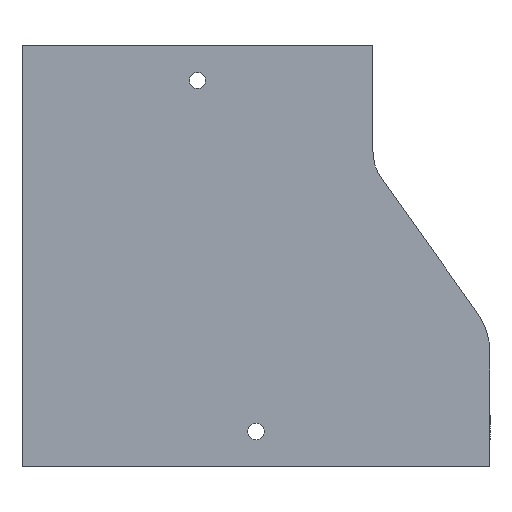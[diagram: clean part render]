
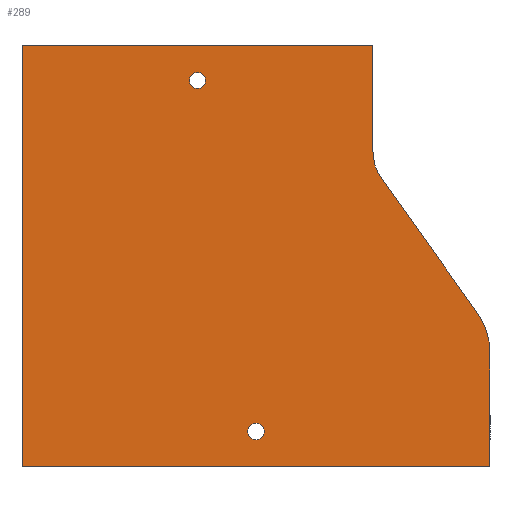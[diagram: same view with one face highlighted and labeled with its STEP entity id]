
A CAD part, front view. The second image highlights one B-rep face of the part: STEP entity #289.
In plain terms, the highlighted planar face has unit normal (0, -1, 0).
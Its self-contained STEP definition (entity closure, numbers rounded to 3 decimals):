
#6 = ORIENTED_EDGE ( 'NONE', *, *, #371, .T. ) ;
#7 = ORIENTED_EDGE ( 'NONE', *, *, #388, .T. ) ;
#8 = ORIENTED_EDGE ( 'NONE', *, *, #361, .T. ) ;
#9 = ORIENTED_EDGE ( 'NONE', *, *, #352, .T. ) ;
#10 = ORIENTED_EDGE ( 'NONE', *, *, #332, .T. ) ;
#11 = ORIENTED_EDGE ( 'NONE', *, *, #350, .F. ) ;
#12 = ORIENTED_EDGE ( 'NONE', *, *, #353, .F. ) ;
#13 = ORIENTED_EDGE ( 'NONE', *, *, #375, .F. ) ;
#14 = ORIENTED_EDGE ( 'NONE', *, *, #320, .F. ) ;
#15 = ORIENTED_EDGE ( 'NONE', *, *, #386, .F. ) ;
#86 = EDGE_LOOP ( 'NONE', ( #15 ) ) ;
#91 = EDGE_LOOP ( 'NONE', ( #14 ) ) ;
#135 = EDGE_LOOP ( 'NONE', ( #13, #12, #11, #10, #9, #8, #7, #6 ) ) ;
#289 = ADVANCED_FACE ( 'NONE', ( #1055, #1044, #1097 ), #811, .F. ) ;
#320 = EDGE_CURVE ( 'NONE', #1192, #1192, #1002, .T. ) ;
#332 = EDGE_CURVE ( 'NONE', #457, #462, #1111, .T. ) ;
#350 = EDGE_CURVE ( 'NONE', #457, #436, #1109, .T. ) ;
#352 = EDGE_CURVE ( 'NONE', #462, #433, #1149, .T. ) ;
#353 = EDGE_CURVE ( 'NONE', #436, #432, #1151, .T. ) ;
#361 = EDGE_CURVE ( 'NONE', #433, #437, #1137, .T. ) ;
#371 = EDGE_CURVE ( 'NONE', #414, #412, #1255, .T. ) ;
#375 = EDGE_CURVE ( 'NONE', #432, #412, #1229, .T. ) ;
#386 = EDGE_CURVE ( 'NONE', #1196, #1196, #1214, .T. ) ;
#388 = EDGE_CURVE ( 'NONE', #437, #414, #1213, .T. ) ;
#412 = VERTEX_POINT ( 'NONE', #470 ) ;
#414 = VERTEX_POINT ( 'NONE', #468 ) ;
#432 = VERTEX_POINT ( 'NONE', #497 ) ;
#433 = VERTEX_POINT ( 'NONE', #504 ) ;
#436 = VERTEX_POINT ( 'NONE', #505 ) ;
#437 = VERTEX_POINT ( 'NONE', #508 ) ;
#457 = VERTEX_POINT ( 'NONE', #619 ) ;
#462 = VERTEX_POINT ( 'NONE', #529 ) ;
#468 = CARTESIAN_POINT ( 'NONE',  ( 150., 0., -45.386 ) ) ;
#470 = CARTESIAN_POINT ( 'NONE',  ( 150., 0., 0. ) ) ;
#489 = DIRECTION ( 'NONE',  ( 0., 0., 1. ) ) ;
#495 = CARTESIAN_POINT ( 'NONE',  ( 200., 0., -131.409 ) ) ;
#497 = CARTESIAN_POINT ( 'NONE',  ( 0., 0., 0. ) ) ;
#504 = CARTESIAN_POINT ( 'NONE',  ( 194.412, 0., -113.972 ) ) ;
#505 = CARTESIAN_POINT ( 'NONE',  ( 0., 0., -180. ) ) ;
#508 = CARTESIAN_POINT ( 'NONE',  ( 153.725, 0., -57.011 ) ) ;
#529 = CARTESIAN_POINT ( 'NONE',  ( 200., 0., -131.409 ) ) ;
#538 = CARTESIAN_POINT ( 'NONE',  ( 75., 0., -18.5 ) ) ;
#541 = CARTESIAN_POINT ( 'NONE',  ( 100., 0., -168.5 ) ) ;
#555 = CARTESIAN_POINT ( 'NONE',  ( -200., 0., -180. ) ) ;
#570 = DIRECTION ( 'NONE',  ( 0., 0., 1. ) ) ;
#571 = DIRECTION ( 'NONE',  ( 0., -1., 0. ) ) ;
#572 = CARTESIAN_POINT ( 'NONE',  ( 170., 0., -131.409 ) ) ;
#578 = CARTESIAN_POINT ( 'NONE',  ( 153.725, 0., -57.011 ) ) ;
#592 = DIRECTION ( 'NONE',  ( 0., -1., 0. ) ) ;
#593 = CARTESIAN_POINT ( 'NONE',  ( 75., 0., -15. ) ) ;
#600 = CARTESIAN_POINT ( 'NONE',  ( -150., 0., 0. ) ) ;
#603 = CARTESIAN_POINT ( 'NONE',  ( 170., 0., -45.386 ) ) ;
#613 = DIRECTION ( 'NONE',  ( 1., 0., 0. ) ) ;
#616 = DIRECTION ( 'NONE',  ( 0., 0., 1. ) ) ;
#618 = CARTESIAN_POINT ( 'NONE',  ( 150., 0., 0. ) ) ;
#619 = CARTESIAN_POINT ( 'NONE',  ( 200., 0., -180. ) ) ;
#629 = CARTESIAN_POINT ( 'NONE',  ( 100., 0., -165. ) ) ;
#639 = DIRECTION ( 'NONE',  ( 0., -1., 0. ) ) ;
#645 = DIRECTION ( 'NONE',  ( 0., 1., 0. ) ) ;
#646 = DIRECTION ( 'NONE',  ( 0., 0., 1. ) ) ;
#672 = DIRECTION ( 'NONE',  ( 0., 0., -1. ) ) ;
#705 = DIRECTION ( 'NONE',  ( 0., 0., 1. ) ) ;
#707 = DIRECTION ( 'NONE',  ( -1., 0., 0. ) ) ;
#708 = CARTESIAN_POINT ( 'NONE',  ( 0., 0., 0. ) ) ;
#710 = DIRECTION ( 'NONE',  ( -0.581, 0., 0.814 ) ) ;
#719 = CARTESIAN_POINT ( 'NONE',  ( -170., 0., -45.386 ) ) ;
#731 = DIRECTION ( 'NONE',  ( 0., 0., -1. ) ) ;
#811 = PLANE ( 'NONE',  #947 ) ;
#822 = DIRECTION ( 'NONE',  ( 0., 0., 1. ) ) ;
#884 = DIRECTION ( 'NONE',  ( 0., 1., 0. ) ) ;
#916 = AXIS2_PLACEMENT_3D ( 'NONE', #603, #645, #646 ) ;
#917 = AXIS2_PLACEMENT_3D ( 'NONE', #629, #639, #672 ) ;
#926 = AXIS2_PLACEMENT_3D ( 'NONE', #572, #571, #570 ) ;
#933 = AXIS2_PLACEMENT_3D ( 'NONE', #593, #592, #731 ) ;
#947 = AXIS2_PLACEMENT_3D ( 'NONE', #719, #884, #822 ) ;
#1002 = CIRCLE ( 'NONE', #933, 3.5 ) ;
#1044 = FACE_BOUND ( 'NONE', #91, .T. ) ;
#1055 = FACE_BOUND ( 'NONE', #86, .T. ) ;
#1097 = FACE_OUTER_BOUND ( 'NONE', #135, .T. ) ;
#1104 = VECTOR ( 'NONE', #489, 1000. ) ;
#1109 = LINE ( 'NONE', #555, #1148 ) ;
#1111 = LINE ( 'NONE', #495, #1104 ) ;
#1137 = LINE ( 'NONE', #578, #1171 ) ;
#1146 = VECTOR ( 'NONE', #705, 1000. ) ;
#1148 = VECTOR ( 'NONE', #707, 1000. ) ;
#1149 = CIRCLE ( 'NONE', #926, 30. ) ;
#1151 = LINE ( 'NONE', #708, #1146 ) ;
#1171 = VECTOR ( 'NONE', #710, 1000. ) ;
#1192 = VERTEX_POINT ( 'NONE', #538 ) ;
#1196 = VERTEX_POINT ( 'NONE', #541 ) ;
#1213 = CIRCLE ( 'NONE', #916, 20. ) ;
#1214 = CIRCLE ( 'NONE', #917, 3.5 ) ;
#1228 = VECTOR ( 'NONE', #613, 1000. ) ;
#1229 = LINE ( 'NONE', #600, #1228 ) ;
#1232 = VECTOR ( 'NONE', #616, 1000. ) ;
#1255 = LINE ( 'NONE', #618, #1232 ) ;
